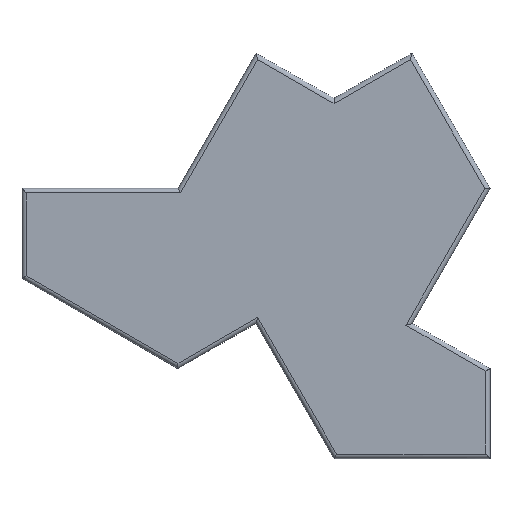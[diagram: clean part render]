
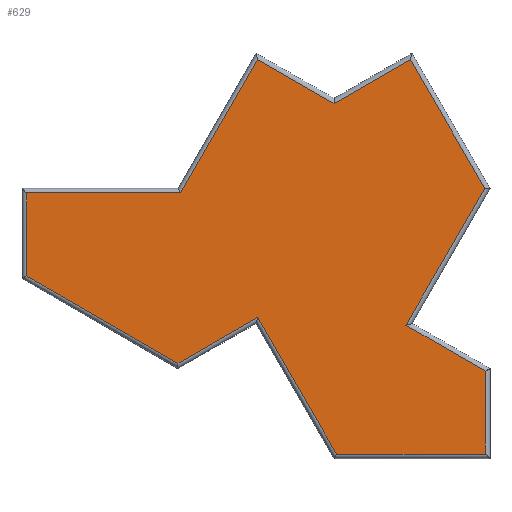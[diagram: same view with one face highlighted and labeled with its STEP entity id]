
A CAD part, top view. The second image highlights one B-rep face of the part: STEP entity #629.
In plain terms, the highlighted planar face has unit normal (0, 0, 1).
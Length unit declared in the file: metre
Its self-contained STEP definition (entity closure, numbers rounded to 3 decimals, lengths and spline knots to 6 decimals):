
#116=ORIENTED_EDGE('',*,*,#285,.T.);
#117=ORIENTED_EDGE('',*,*,#286,.T.);
#118=ORIENTED_EDGE('',*,*,#287,.T.);
#119=ORIENTED_EDGE('',*,*,#288,.T.);
#120=ORIENTED_EDGE('',*,*,#289,.T.);
#121=ORIENTED_EDGE('',*,*,#290,.T.);
#122=ORIENTED_EDGE('',*,*,#291,.T.);
#123=ORIENTED_EDGE('',*,*,#292,.T.);
#124=ORIENTED_EDGE('',*,*,#293,.T.);
#125=ORIENTED_EDGE('',*,*,#294,.T.);
#126=ORIENTED_EDGE('',*,*,#295,.T.);
#127=ORIENTED_EDGE('',*,*,#296,.T.);
#128=ORIENTED_EDGE('',*,*,#297,.T.);
#285=EDGE_CURVE('',#363,#364,#428,.T.);
#286=EDGE_CURVE('',#364,#365,#429,.F.);
#287=EDGE_CURVE('',#365,#366,#430,.F.);
#288=EDGE_CURVE('',#366,#367,#431,.T.);
#289=EDGE_CURVE('',#367,#368,#432,.T.);
#290=EDGE_CURVE('',#368,#369,#433,.F.);
#291=EDGE_CURVE('',#369,#370,#434,.F.);
#292=EDGE_CURVE('',#370,#371,#435,.T.);
#293=EDGE_CURVE('',#371,#372,#436,.T.);
#294=EDGE_CURVE('',#372,#373,#437,.F.);
#295=EDGE_CURVE('',#373,#374,#438,.F.);
#296=EDGE_CURVE('',#374,#375,#439,.F.);
#297=EDGE_CURVE('',#375,#363,#440,.T.);
#363=VERTEX_POINT('',#1019);
#364=VERTEX_POINT('',#1020);
#365=VERTEX_POINT('',#1022);
#366=VERTEX_POINT('',#1024);
#367=VERTEX_POINT('',#1026);
#368=VERTEX_POINT('',#1028);
#369=VERTEX_POINT('',#1030);
#370=VERTEX_POINT('',#1032);
#371=VERTEX_POINT('',#1034);
#372=VERTEX_POINT('',#1036);
#373=VERTEX_POINT('',#1038);
#374=VERTEX_POINT('',#1040);
#375=VERTEX_POINT('',#1042);
#428=LINE('',#1018,#493);
#429=LINE('',#1021,#494);
#430=LINE('',#1023,#495);
#431=LINE('',#1025,#496);
#432=LINE('',#1027,#497);
#433=LINE('',#1029,#498);
#434=LINE('',#1031,#499);
#435=LINE('',#1033,#500);
#436=LINE('',#1035,#501);
#437=LINE('',#1037,#502);
#438=LINE('',#1039,#503);
#439=LINE('',#1041,#504);
#440=LINE('',#1043,#505);
#493=VECTOR('',#806,1.);
#494=VECTOR('',#807,1.);
#495=VECTOR('',#808,1.);
#496=VECTOR('',#809,1.);
#497=VECTOR('',#810,1.);
#498=VECTOR('',#811,1.);
#499=VECTOR('',#812,1.);
#500=VECTOR('',#813,1.);
#501=VECTOR('',#814,1.);
#502=VECTOR('',#815,1.);
#503=VECTOR('',#816,1.);
#504=VECTOR('',#817,1.);
#505=VECTOR('',#818,1.);
#532=EDGE_LOOP('',(#116,#117,#118,#119,#120,#121,#122,#123,#124,#125,#126,
#127,#128));
#573=FACE_BOUND('',#532,.T.);
#614=PLANE('',#683);
#629=ADVANCED_FACE('',(#573),#614,.T.);
#683=AXIS2_PLACEMENT_3D('',#1017,#804,#805);
#804=DIRECTION('',(0.,0.,1.));
#805=DIRECTION('',(1.,0.,0.));
#806=DIRECTION('',(0.,1.,0.));
#807=DIRECTION('',(0.866,-0.5,0.));
#808=DIRECTION('',(-0.5,-0.866,0.));
#809=DIRECTION('',(-0.5,0.866,0.));
#810=DIRECTION('',(-0.866,-0.5,0.));
#811=DIRECTION('',(0.866,-0.5,0.));
#812=DIRECTION('',(0.5,0.866,0.));
#813=DIRECTION('',(-1.,0.,0.));
#814=DIRECTION('',(0.,-1.,0.));
#815=DIRECTION('',(-0.866,0.5,0.));
#816=DIRECTION('',(-0.866,-0.5,0.));
#817=DIRECTION('',(-0.5,0.866,0.));
#818=DIRECTION('',(1.,0.,0.));
#1017=CARTESIAN_POINT('',(0.00866,-0.01,0.005));
#1018=CARTESIAN_POINT('',(0.03414,-0.019999,0.005));
#1019=CARTESIAN_POINT('',(0.03414,-0.029499,0.005));
#1020=CARTESIAN_POINT('',(0.03414,-0.020288,0.005));
#1021=CARTESIAN_POINT('',(0.010575,-0.006683,0.005));
#1022=CARTESIAN_POINT('',(0.025297,-0.015183,0.005));
#1023=CARTESIAN_POINT('',(0.023382,-0.018499,0.005));
#1024=CARTESIAN_POINT('',(0.034063,0.,0.005));
#1025=CARTESIAN_POINT('',(0.025547,0.01475,0.005));
#1026=CARTESIAN_POINT('',(0.025797,0.014317,0.005));
#1027=CARTESIAN_POINT('',(0.01757,0.009567,0.005));
#1028=CARTESIAN_POINT('',(0.01732,0.009422,0.005));
#1029=CARTESIAN_POINT('',(0.019235,0.008317,0.005));
#1030=CARTESIAN_POINT('',(0.008843,0.014317,0.005));
#1031=CARTESIAN_POINT('',(-0.001732,-0.004,0.005));
#1032=CARTESIAN_POINT('',(0.000289,-0.0005,0.005));
#1033=CARTESIAN_POINT('',(-0.01732,-0.0005,0.005));
#1034=CARTESIAN_POINT('',(-0.01682,-0.0005,0.005));
#1035=CARTESIAN_POINT('',(-0.01682,-0.01,0.005));
#1036=CARTESIAN_POINT('',(-0.01682,-0.009711,0.005));
#1037=CARTESIAN_POINT('',(0.002415,-0.020816,0.005));
#1038=CARTESIAN_POINT('',(0.,-0.019422,0.005));
#1039=CARTESIAN_POINT('',(0.010575,-0.013317,0.005));
#1040=CARTESIAN_POINT('',(0.008843,-0.014317,0.005));
#1041=CARTESIAN_POINT('',(0.006928,-0.011,0.005));
#1042=CARTESIAN_POINT('',(0.017609,-0.029499,0.005));
#1043=CARTESIAN_POINT('',(0.03464,-0.029499,0.005));
